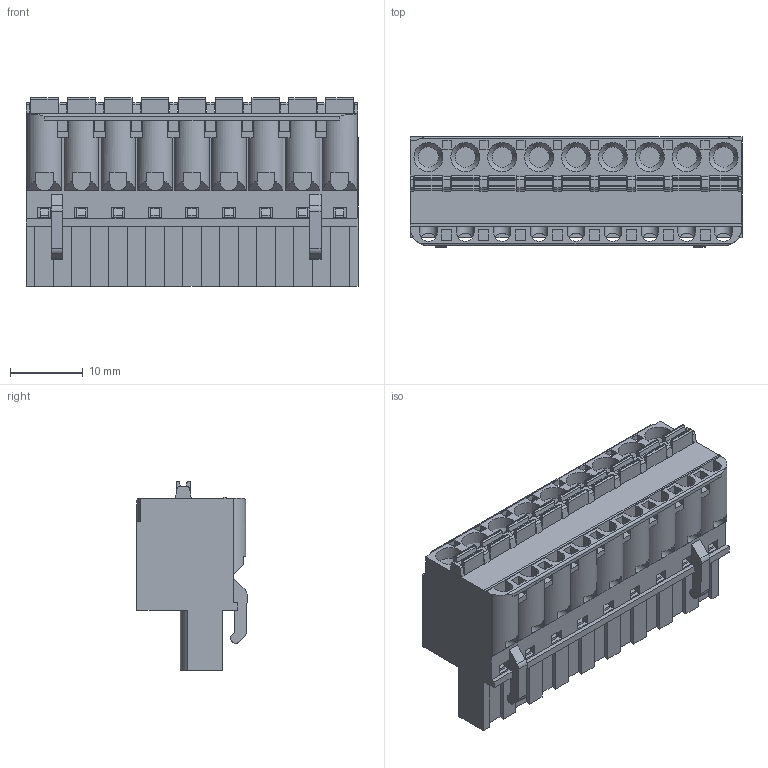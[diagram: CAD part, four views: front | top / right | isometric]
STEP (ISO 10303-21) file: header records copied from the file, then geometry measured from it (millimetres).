
FILE_DESCRIPTION(('STEP AP214'),'1');
FILE_NAME('SHM09-5,08.stp','2018-01-25T09:09:57',(' '),(' '),'Spatial InterOp 3D',' ',' ');
FILE_SCHEMA(('automotive_design'));
Length unit declared in the file: metre
Products named in the file (1): 1
Bounding box: 45.72 x 15.2 x 26 mm (x, y, z)
Volume: 11120.5 mm3; surface area: 6001.4 mm2
Topology: 1 solids, 1 shells, 726 faces, 2037 edges, 1343 vertices
Faces by surface type: plane 584, cylinder 124, cone 18
Full cylindrical faces by diameter (mm): 4 x9
Entity records: 28916 total; most frequent: CARTESIAN_POINT 4104, ORIENTED_EDGE 4002, DIRECTION 3803, EDGE_CURVE 2001, LINE 1645, VECTOR 1645, VERTEX_POINT 1334, AXIS2_PLACEMENT_3D 1079
